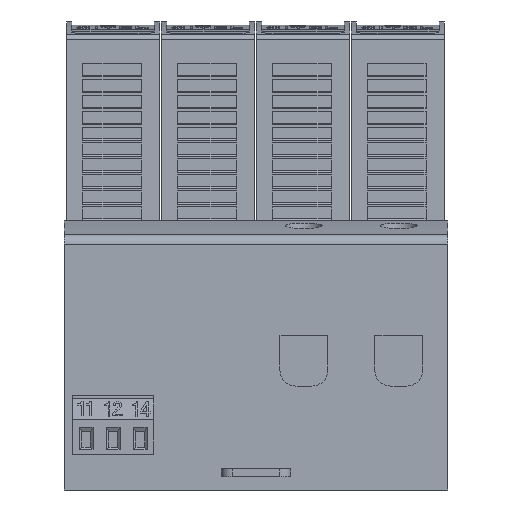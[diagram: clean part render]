
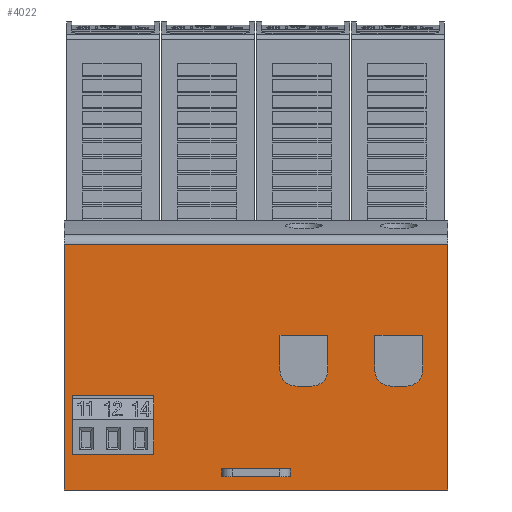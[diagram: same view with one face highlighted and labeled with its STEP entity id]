
A CAD part, front view. The second image highlights one B-rep face of the part: STEP entity #4022.
In plain terms, the highlighted planar face has unit normal (0, -1, 0).
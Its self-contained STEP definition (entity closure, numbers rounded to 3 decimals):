
#4022=ADVANCED_FACE('',(#8173,#8174,#8175,#8176,#8177),#8178,.T.);
#8173=FACE_BOUND('',#12323,.T.);
#8174=FACE_BOUND('',#12324,.T.);
#8175=FACE_BOUND('',#12325,.T.);
#8176=FACE_BOUND('',#12326,.T.);
#8177=FACE_OUTER_BOUND('',#12327,.T.);
#8178=PLANE('',#12328);
#12323=EDGE_LOOP('',(#24894,#24895,#24896,#24897));
#12324=EDGE_LOOP('',(#24898,#24899,#24900,#24901));
#12325=EDGE_LOOP('',(#24902,#24903,#24904,#24905,#24906,#24907));
#12326=EDGE_LOOP('',(#24908,#24909,#24910,#24911,#24912,#24913));
#12327=EDGE_LOOP('',(#24914,#24915,#24916,#24917));
#12328=AXIS2_PLACEMENT_3D('',#24918,#24919,#24920);
#24894=ORIENTED_EDGE('',*,*,#25710,.T.);
#24895=ORIENTED_EDGE('',*,*,#25695,.T.);
#24896=ORIENTED_EDGE('',*,*,#25745,.T.);
#24897=ORIENTED_EDGE('',*,*,#25750,.T.);
#24898=ORIENTED_EDGE('',*,*,#30129,.T.);
#24899=ORIENTED_EDGE('',*,*,#30130,.T.);
#24900=ORIENTED_EDGE('',*,*,#30131,.T.);
#24901=ORIENTED_EDGE('',*,*,#30132,.T.);
#24902=ORIENTED_EDGE('',*,*,#25988,.T.);
#24903=ORIENTED_EDGE('',*,*,#25992,.T.);
#24904=ORIENTED_EDGE('',*,*,#25996,.T.);
#24905=ORIENTED_EDGE('',*,*,#25975,.T.);
#24906=ORIENTED_EDGE('',*,*,#25980,.T.);
#24907=ORIENTED_EDGE('',*,*,#25984,.T.);
#24908=ORIENTED_EDGE('',*,*,#26013,.T.);
#24909=ORIENTED_EDGE('',*,*,#26017,.T.);
#24910=ORIENTED_EDGE('',*,*,#26021,.T.);
#24911=ORIENTED_EDGE('',*,*,#26000,.T.);
#24912=ORIENTED_EDGE('',*,*,#26005,.T.);
#24913=ORIENTED_EDGE('',*,*,#26009,.T.);
#24914=ORIENTED_EDGE('',*,*,#30133,.T.);
#24915=ORIENTED_EDGE('',*,*,#30134,.F.);
#24916=ORIENTED_EDGE('',*,*,#30135,.T.);
#24917=ORIENTED_EDGE('',*,*,#30126,.T.);
#24918=CARTESIAN_POINT('',(-36.0,0.0,23.014));
#24919=DIRECTION('',(0.0,-1.0,0.0));
#24920=DIRECTION('',(0.,0.0,-1.0));
#25695=EDGE_CURVE('',#31319,#31320,#31321,.T.);
#25710=EDGE_CURVE('',#31348,#31319,#31349,.T.);
#25745=EDGE_CURVE('',#31320,#31396,#31397,.T.);
#25750=EDGE_CURVE('',#31396,#31348,#31402,.T.);
#25975=EDGE_CURVE('',#31786,#31787,#31788,.T.);
#25980=EDGE_CURVE('',#31787,#31795,#31796,.T.);
#25984=EDGE_CURVE('',#31795,#31801,#31802,.T.);
#25988=EDGE_CURVE('',#31801,#31807,#31808,.T.);
#25992=EDGE_CURVE('',#31807,#31813,#31814,.T.);
#25996=EDGE_CURVE('',#31813,#31786,#31819,.T.);
#26000=EDGE_CURVE('',#31823,#31824,#31825,.T.);
#26005=EDGE_CURVE('',#31824,#31832,#31833,.T.);
#26009=EDGE_CURVE('',#31832,#31838,#31839,.T.);
#26013=EDGE_CURVE('',#31838,#31844,#31845,.T.);
#26017=EDGE_CURVE('',#31844,#31850,#31851,.T.);
#26021=EDGE_CURVE('',#31850,#31823,#31856,.T.);
#30126=EDGE_CURVE('',#37762,#37760,#37763,.T.);
#30129=EDGE_CURVE('',#37766,#37767,#37768,.T.);
#30130=EDGE_CURVE('',#37767,#37769,#37770,.T.);
#30131=EDGE_CURVE('',#37769,#37771,#37772,.T.);
#30132=EDGE_CURVE('',#37771,#37766,#37773,.T.);
#30133=EDGE_CURVE('',#37760,#37774,#37775,.T.);
#30134=EDGE_CURVE('',#37776,#37774,#37777,.T.);
#30135=EDGE_CURVE('',#37776,#37762,#37778,.T.);
#31319=VERTEX_POINT('',#41210);
#31320=VERTEX_POINT('',#41211);
#31321=LINE('',#41212,#41213);
#31348=VERTEX_POINT('',#41247);
#31349=LINE('',#41248,#41249);
#31396=VERTEX_POINT('',#41314);
#31397=LINE('',#41315,#41316);
#31402=LINE('',#41322,#41323);
#31786=VERTEX_POINT('',#41868);
#31787=VERTEX_POINT('',#41869);
#31788=LINE('',#41870,#41871);
#31795=VERTEX_POINT('',#41881);
#31796=LINE('',#41882,#41883);
#31801=VERTEX_POINT('',#41890);
#31802=LINE('',#41891,#41892);
#31807=VERTEX_POINT('',#41899);
#31808=CIRCLE('',#41900,3.);
#31813=VERTEX_POINT('',#41906);
#31814=LINE('',#41907,#41908);
#31819=CIRCLE('',#41915,3.);
#31823=VERTEX_POINT('',#41919);
#31824=VERTEX_POINT('',#41920);
#31825=LINE('',#41921,#41922);
#31832=VERTEX_POINT('',#41932);
#31833=LINE('',#41933,#41934);
#31838=VERTEX_POINT('',#41941);
#31839=LINE('',#41942,#41943);
#31844=VERTEX_POINT('',#41950);
#31845=CIRCLE('',#41951,3.);
#31850=VERTEX_POINT('',#41957);
#31851=LINE('',#41958,#41959);
#31856=CIRCLE('',#41966,3.);
#37760=VERTEX_POINT('',#51535);
#37762=VERTEX_POINT('',#51538);
#37763=LINE('',#51539,#51540);
#37766=VERTEX_POINT('',#51544);
#37767=VERTEX_POINT('',#51545);
#37768=LINE('',#51546,#51547);
#37769=VERTEX_POINT('',#51548);
#37770=LINE('',#51549,#51550);
#37771=VERTEX_POINT('',#51551);
#37772=LINE('',#51552,#51553);
#37773=LINE('',#51554,#51555);
#37774=VERTEX_POINT('',#51556);
#37775=LINE('',#51557,#51558);
#37776=VERTEX_POINT('',#51559);
#37777=LINE('',#51560,#51561);
#37778=LINE('',#51562,#51563);
#41210=CARTESIAN_POINT('',(6.5,0.0,2.5));
#41211=CARTESIAN_POINT('',(-6.5,0.0,2.5));
#41212=CARTESIAN_POINT('',(-18.0,0.0,2.5));
#41213=VECTOR('',#52610,1.0);
#41247=CARTESIAN_POINT('',(6.5,0.0,4.0));
#41248=CARTESIAN_POINT('',(6.5,0.0,12.757));
#41249=VECTOR('',#52636,1.0);
#41314=CARTESIAN_POINT('',(-6.5,0.0,4.0));
#41315=CARTESIAN_POINT('',(-6.5,0.0,12.757));
#41316=VECTOR('',#52670,1.0);
#41322=CARTESIAN_POINT('',(-18.0,0.0,4.0));
#41323=VECTOR('',#52675,1.0);
#41868=CARTESIAN_POINT('',(4.5,0.0,22.5));
#41869=CARTESIAN_POINT('',(4.5,0.0,28.996));
#41870=CARTESIAN_POINT('',(4.5,0.0,24.381));
#41871=VECTOR('',#52903,1.0);
#41881=CARTESIAN_POINT('',(13.5,0.0,28.996));
#41882=CARTESIAN_POINT('',(-13.5,0.0,28.996));
#41883=VECTOR('',#52907,1.0);
#41890=CARTESIAN_POINT('',(13.5,0.0,22.5));
#41891=CARTESIAN_POINT('',(13.5,0.0,24.381));
#41892=VECTOR('',#52910,1.0);
#41899=CARTESIAN_POINT('',(10.5,0.0,19.5));
#41900=AXIS2_PLACEMENT_3D('',#52913,#52914,#52915);
#41906=CARTESIAN_POINT('',(7.5,0.0,19.5));
#41907=CARTESIAN_POINT('',(-13.5,0.0,19.5));
#41908=VECTOR('',#52920,1.0);
#41915=AXIS2_PLACEMENT_3D('',#52923,#52924,#52925);
#41919=CARTESIAN_POINT('',(22.3,0.0,22.5));
#41920=CARTESIAN_POINT('',(22.3,0.0,28.996));
#41921=CARTESIAN_POINT('',(22.3,0.0,24.381));
#41922=VECTOR('',#52929,1.0);
#41932=CARTESIAN_POINT('',(31.3,0.0,28.996));
#41933=CARTESIAN_POINT('',(-4.6,0.0,28.996));
#41934=VECTOR('',#52933,1.0);
#41941=CARTESIAN_POINT('',(31.3,0.0,22.5));
#41942=CARTESIAN_POINT('',(31.3,0.0,24.381));
#41943=VECTOR('',#52936,1.0);
#41950=CARTESIAN_POINT('',(28.3,0.0,19.5));
#41951=AXIS2_PLACEMENT_3D('',#52939,#52940,#52941);
#41957=CARTESIAN_POINT('',(25.3,0.0,19.5));
#41958=CARTESIAN_POINT('',(-4.6,0.0,19.5));
#41959=VECTOR('',#52946,1.0);
#41966=AXIS2_PLACEMENT_3D('',#52949,#52950,#52951);
#51535=CARTESIAN_POINT('',(36.0,0.0,0.));
#51538=CARTESIAN_POINT('',(-36.0,0.0,0.));
#51539=CARTESIAN_POINT('',(-36.0,0.0,0.));
#51540=VECTOR('',#56821,1.0);
#51544=CARTESIAN_POINT('',(-19.18,0.0,7.178));
#51545=CARTESIAN_POINT('',(-19.18,0.0,6.706));
#51546=CARTESIAN_POINT('',(-19.18,0.0,19.306));
#51547=VECTOR('',#56823,1.0);
#51548=CARTESIAN_POINT('',(-34.42,0.0,6.706));
#51549=CARTESIAN_POINT('',(-27.59,0.0,6.706));
#51550=VECTOR('',#56824,1.0);
#51551=CARTESIAN_POINT('',(-34.42,0.0,7.178));
#51552=CARTESIAN_POINT('',(-34.42,0.0,19.306));
#51553=VECTOR('',#56825,1.0);
#51554=CARTESIAN_POINT('',(-71.1,0.,7.178));
#51555=VECTOR('',#56826,1.0);
#51556=CARTESIAN_POINT('',(36.0,0.,46.028));
#51557=CARTESIAN_POINT('',(36.0,0.0,46.028));
#51558=VECTOR('',#56827,1.0);
#51559=CARTESIAN_POINT('',(-36.0,0.,46.028));
#51560=CARTESIAN_POINT('',(-36.0,0.,46.028));
#51561=VECTOR('',#56828,1.0);
#51562=CARTESIAN_POINT('',(-36.0,0.0,46.028));
#51563=VECTOR('',#56829,1.0);
#52610=DIRECTION('',(-1.0,-0.0,0.0));
#52636=DIRECTION('',(0.0,0.0,-1.0));
#52670=DIRECTION('',(0.0,0.0,1.0));
#52675=DIRECTION('',(1.0,0.0,0.0));
#52903=DIRECTION('',(0.0,0.0,1.0));
#52907=DIRECTION('',(1.0,0.0,0.0));
#52910=DIRECTION('',(0.0,0.0,-1.0));
#52913=CARTESIAN_POINT('',(10.5,0.0,22.5));
#52914=DIRECTION('',(-0.0,1.0,0.0));
#52915=DIRECTION('',(1.0,0.0,0.0));
#52920=DIRECTION('',(-1.0,-0.0,0.0));
#52923=CARTESIAN_POINT('',(7.5,0.0,22.5));
#52924=DIRECTION('',(-0.0,1.0,0.0));
#52925=DIRECTION('',(1.0,0.0,0.0));
#52929=DIRECTION('',(0.0,0.0,1.0));
#52933=DIRECTION('',(1.0,0.0,0.0));
#52936=DIRECTION('',(0.0,0.0,-1.0));
#52939=CARTESIAN_POINT('',(28.3,0.0,22.5));
#52940=DIRECTION('',(-0.0,1.0,0.0));
#52941=DIRECTION('',(1.0,0.0,0.0));
#52946=DIRECTION('',(-1.0,-0.0,0.0));
#52949=CARTESIAN_POINT('',(25.3,0.0,22.5));
#52950=DIRECTION('',(-0.0,1.0,0.0));
#52951=DIRECTION('',(1.0,0.0,0.0));
#56821=DIRECTION('',(1.0,0.0,0.));
#56823=DIRECTION('',(0.,0.0,-1.0));
#56824=DIRECTION('',(-1.0,-0.0,0.));
#56825=DIRECTION('',(0.,-0.0,1.0));
#56826=DIRECTION('',(1.0,0.0,0.));
#56827=DIRECTION('',(0.,-0.0,1.0));
#56828=DIRECTION('',(1.0,0.0,0.));
#56829=DIRECTION('',(0.,0.0,-1.0));
